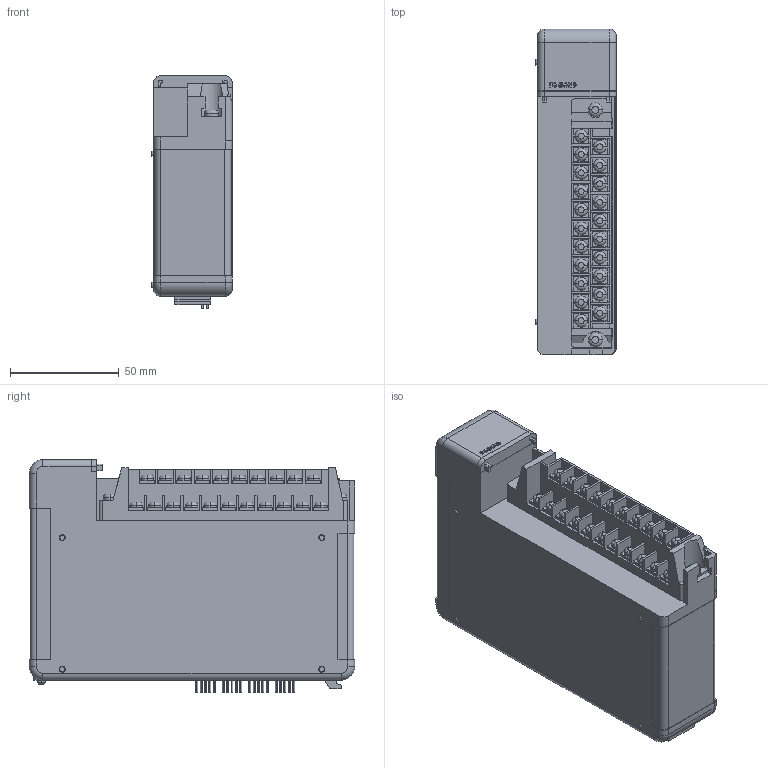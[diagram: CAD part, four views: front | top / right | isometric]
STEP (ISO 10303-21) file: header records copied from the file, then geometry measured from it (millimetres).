
FILE_DESCRIPTION (( 'STEP AP214' ), '1' );
FILE_NAME ('F4-04AD.step', '2014-09-23T18:05:46', ( '' ), ( '' ), 'SwSTEP 2.0', 'SolidWorks 2014', '' );
FILE_SCHEMA (( 'AUTOMOTIVE_DESIGN' ));
Length unit declared in the file: inch
Products named in the file (1): F4-04AD
Bounding box: 36.96 x 149.99 x 107.26 mm (x, y, z)
Volume: 452355.2 mm3; surface area: 58376.4 mm2
Topology: 6 solids, 6 shells, 881 faces, 2167 edges, 1424 vertices
Faces by surface type: plane 557, cylinder 246, torus 54, bspline 14, cone 10
Entity records: 35222 total; most frequent: CARTESIAN_POINT 5521, DIRECTION 4476, ORIENTED_EDGE 4334, EDGE_CURVE 2167, VECTOR 1524, LINE 1524, AXIS2_PLACEMENT_3D 1476, VERTEX_POINT 1424
